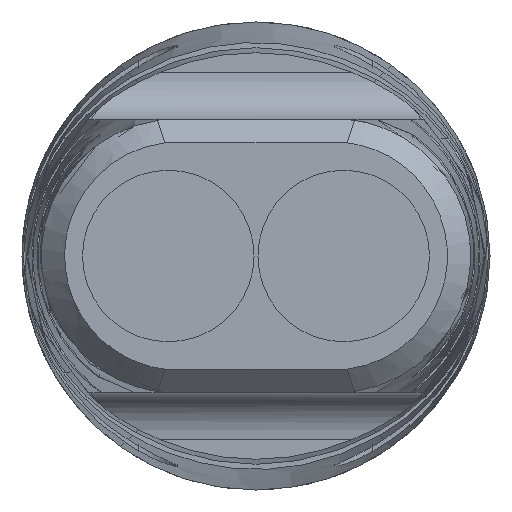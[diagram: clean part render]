
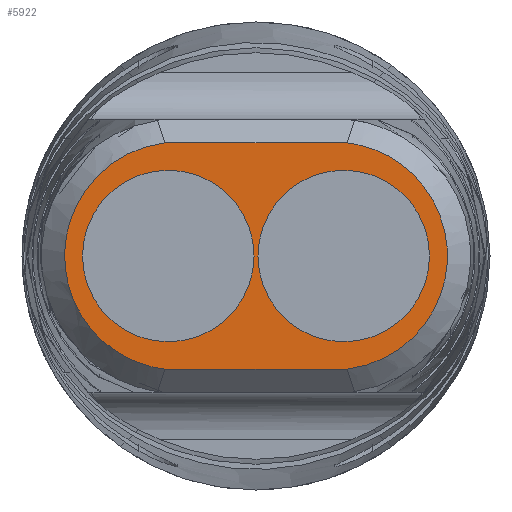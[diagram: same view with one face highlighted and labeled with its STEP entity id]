
A CAD part, front view. The second image highlights one B-rep face of the part: STEP entity #5922.
In plain terms, the highlighted face is planar.
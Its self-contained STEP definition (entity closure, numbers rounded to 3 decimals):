
#4009=CARTESIAN_POINT('',(0.,1.125,24.));
#4010=DIRECTION('',(0.,0.,1.));
#4011=DIRECTION('',(0.,1.,0.));
#4012=AXIS2_PLACEMENT_3D('',#4009,#4010,#4011);
#4017=CARTESIAN_POINT('',(0.,1.125,24.));
#4018=DIRECTION('',(0.,0.,1.));
#4019=DIRECTION('',(0.,-1.,0.));
#4020=AXIS2_PLACEMENT_3D('',#4017,#4018,#4019);
#4025=CARTESIAN_POINT('',(0.,-1.125,24.));
#4026=DIRECTION('',(0.,0.,1.));
#4027=DIRECTION('',(0.,1.,0.));
#4028=AXIS2_PLACEMENT_3D('',#4025,#4026,#4027);
#4033=CARTESIAN_POINT('',(0.,-1.125,24.));
#4034=DIRECTION('',(0.,0.,1.));
#4035=DIRECTION('',(0.,-1.,0.));
#4036=AXIS2_PLACEMENT_3D('',#4033,#4034,#4035);
#4041=DIRECTION('',(0.,-1.,0.));
#4042=VECTOR('',#4041,2.341);
#4043=CARTESIAN_POINT('',(-1.45,1.171,24.));
#4044=LINE('',#4043,#4042);
#4048=CARTESIAN_POINT('',(1.45,1.171,24.));
#4049=CARTESIAN_POINT('',(1.446,1.203,24.));
#4050=CARTESIAN_POINT('',(1.43,1.305,24.));
#4051=CARTESIAN_POINT('',(1.382,1.488,24.));
#4052=CARTESIAN_POINT('',(1.274,1.727,24.));
#4053=CARTESIAN_POINT('',(1.101,1.969,24.));
#4054=CARTESIAN_POINT('',(0.874,2.176,24.));
#4055=CARTESIAN_POINT('',(0.613,2.331,24.));
#4056=CARTESIAN_POINT('',(0.324,2.428,24.));
#4057=CARTESIAN_POINT('',(0.022,2.464,24.));
#4058=CARTESIAN_POINT('',(-0.282,2.437,
24.));
#4059=CARTESIAN_POINT('',(-0.573,2.348,
24.));
#4060=CARTESIAN_POINT('',(-0.841,2.201,
24.));
#4061=CARTESIAN_POINT('',(-1.072,2.,24.));
#4062=CARTESIAN_POINT('',(-1.246,1.772,24.));
#4063=CARTESIAN_POINT('',(-1.358,1.549,24.));
#4064=CARTESIAN_POINT('',(-1.422,1.347,24.));
#4065=CARTESIAN_POINT('',(-1.443,1.226,24.));
#4066=CARTESIAN_POINT('',(-1.45,1.171,24.));
#4071=DIRECTION('',(0.,1.,0.));
#4072=VECTOR('',#4071,2.341);
#4073=CARTESIAN_POINT('',(1.45,-1.171,24.));
#4074=LINE('',#4073,#4072);
#4078=CARTESIAN_POINT('',(-1.45,-1.171,
24.));
#4079=CARTESIAN_POINT('',(-1.444,-1.218,
24.));
#4080=CARTESIAN_POINT('',(-1.424,-1.337,
24.));
#4081=CARTESIAN_POINT('',(-1.362,-1.54,
24.));
#4082=CARTESIAN_POINT('',(-1.24,-1.782,
24.));
#4083=CARTESIAN_POINT('',(-1.058,-2.015,
24.));
#4084=CARTESIAN_POINT('',(-0.832,-2.205,
24.));
#4085=CARTESIAN_POINT('',(-0.574,-2.347,
24.));
#4086=CARTESIAN_POINT('',(-0.292,-2.435,
24.));
#4087=CARTESIAN_POINT('',(0.002,-2.464,
24.));
#4088=CARTESIAN_POINT('',(0.296,-2.434,
24.));
#4089=CARTESIAN_POINT('',(0.579,-2.345,
24.));
#4090=CARTESIAN_POINT('',(0.838,-2.202,
24.));
#4091=CARTESIAN_POINT('',(1.064,-2.008,24.));
#4092=CARTESIAN_POINT('',(1.238,-1.784,24.));
#4093=CARTESIAN_POINT('',(1.352,-1.563,24.));
#4094=CARTESIAN_POINT('',(1.42,-1.356,24.));
#4095=CARTESIAN_POINT('',(1.443,-1.23,24.));
#4096=CARTESIAN_POINT('',(1.45,-1.171,24.));
#4328=CARTESIAN_POINT('',(0.,2.225,24.));
#4329=CARTESIAN_POINT('',(0.,0.025,24.));
#4330=VERTEX_POINT('',#4328);
#4331=VERTEX_POINT('',#4329);
#4332=CARTESIAN_POINT('',(0.,-0.025,24.));
#4333=CARTESIAN_POINT('',(0.,-2.225,24.));
#4334=VERTEX_POINT('',#4332);
#4335=VERTEX_POINT('',#4333);
#4474=CARTESIAN_POINT('',(-1.45,1.171,24.));
#4475=CARTESIAN_POINT('',(-1.45,-1.171,
24.));
#4476=VERTEX_POINT('',#4474);
#4477=VERTEX_POINT('',#4475);
#4479=VERTEX_POINT('',#4096);
#4481=CARTESIAN_POINT('',(1.45,1.171,24.));
#4482=VERTEX_POINT('',#4481);
#5899=CARTESIAN_POINT('',(0.,0.,24.));
#5900=DIRECTION('',(0.,0.,1.));
#5901=DIRECTION('',(1.,0.,0.));
#5902=AXIS2_PLACEMENT_3D('',#5899,#5900,#5901);
#5903=PLANE('',#5902);
#5905=ORIENTED_EDGE('',*,*,#5904,.F.);
#5907=ORIENTED_EDGE('',*,*,#5906,.F.);
#5909=ORIENTED_EDGE('',*,*,#5908,.F.);
#5911=ORIENTED_EDGE('',*,*,#5910,.F.);
#5912=EDGE_LOOP('',(#5905,#5907,#5909,#5911));
#5913=FACE_OUTER_BOUND('',#5912,.F.);
#5914=ORIENTED_EDGE('',*,*,#5768,.T.);
#5915=ORIENTED_EDGE('',*,*,#5588,.T.);
#5916=EDGE_LOOP('',(#5914,#5915));
#5917=FACE_BOUND('',#5916,.F.);
#5918=ORIENTED_EDGE('',*,*,#5673,.T.);
#5919=ORIENTED_EDGE('',*,*,#5514,.T.);
#5920=EDGE_LOOP('',(#5918,#5919));
#5921=FACE_BOUND('',#5920,.F.);
#4013=CIRCLE('',#4012,1.1);
#4021=CIRCLE('',#4020,1.1);
#4029=CIRCLE('',#4028,1.1);
#4037=CIRCLE('',#4036,1.1);
#4067=B_SPLINE_CURVE_WITH_KNOTS('',3,(#4048,#4049,#4050,#4051,#4052,#4053,#4054,
#4055,#4056,#4057,#4058,#4059,#4060,#4061,#4062,#4063,#4064,#4065,#4066),
.UNSPECIFIED.,.F.,.F.,(4,1,1,1,1,1,1,1,1,1,1,1,1,1,1,1,4),(0.,
0.031,0.096,0.162,0.227,
0.292,0.357,0.422,0.487,
0.552,0.617,0.682,0.747,
0.812,0.877,0.942,1.),.UNSPECIFIED.);
#4097=B_SPLINE_CURVE_WITH_KNOTS('',3,(#4078,#4079,#4080,#4081,#4082,#4083,#4084,
#4085,#4086,#4087,#4088,#4089,#4090,#4091,#4092,#4093,#4094,#4095,#4096),
.UNSPECIFIED.,.F.,.F.,(4,1,1,1,1,1,1,1,1,1,1,1,1,1,1,1,4),(0.,
0.045,0.109,0.173,0.236,
0.3,0.364,0.428,0.491,
0.555,0.619,0.682,0.746,
0.81,0.874,0.937,1.),.UNSPECIFIED.);
#5514=EDGE_CURVE('',#4331,#4330,#4021,.T.);
#5588=EDGE_CURVE('',#4335,#4334,#4037,.T.);
#5673=EDGE_CURVE('',#4330,#4331,#4013,.T.);
#5768=EDGE_CURVE('',#4334,#4335,#4029,.T.);
#5904=EDGE_CURVE('',#4476,#4477,#4044,.T.);
#5906=EDGE_CURVE('',#4482,#4476,#4067,.T.);
#5908=EDGE_CURVE('',#4479,#4482,#4074,.T.);
#5910=EDGE_CURVE('',#4477,#4479,#4097,.T.);
#5922=ADVANCED_FACE('',(#5913,#5917,#5921),#5903,.T.);
